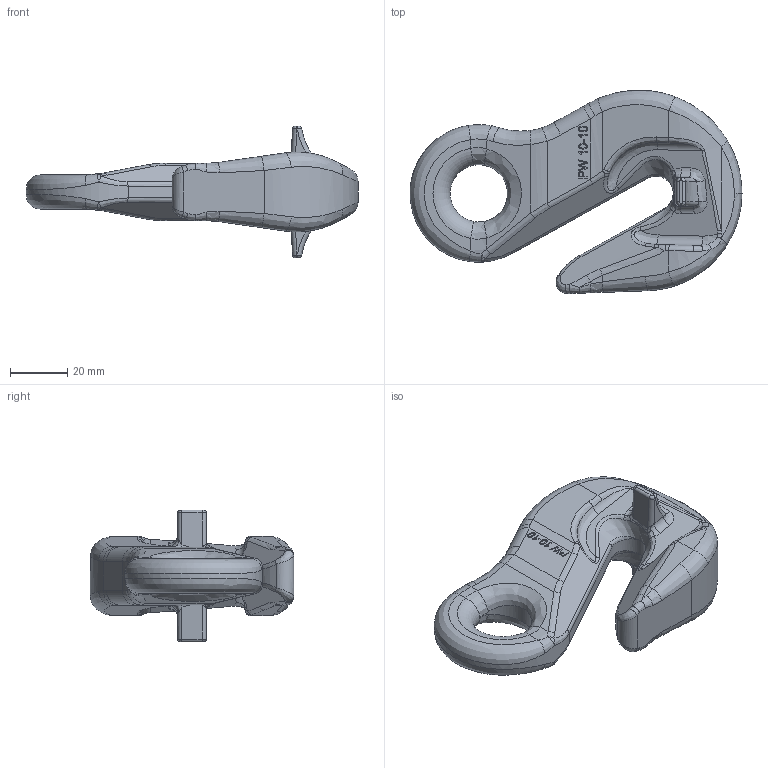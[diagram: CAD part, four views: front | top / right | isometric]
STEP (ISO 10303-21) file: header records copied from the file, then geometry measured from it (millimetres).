
FILE_DESCRIPTION(/* description */ (''),/* implementation_level */ '2;1');
FILE_NAME(/* name */ 'pewag_PW_10.stp',/* time_stamp */ '2022-06-28T16:20:35+02:00',/* author */ (''),/* organization */ (''),/* preprocessor_version */ 'ST-DEVELOPER v16',/* originating_system */ 'SIEMENS PLM Software NX 11.0',/* authorisation */ '');
FILE_SCHEMA (('AUTOMOTIVE_DESIGN { 1 0 10303 214 3 1 1 1 }'));
Length unit declared in the file: millimetre
Products named in the file (1): KSE44B0A9CF4jwm
Bounding box: 115.88 x 70.98 x 46 mm (x, y, z)
Volume: 90141.1 mm3; surface area: 17391.2 mm2
Topology: 1 solids, 1 shells, 372 faces, 892 edges, 542 vertices
Faces by surface type: bspline 158, plane 102, extrusion 57, cylinder 50, torus 5
Entity records: 17700 total; most frequent: CARTESIAN_POINT 10620, ORIENTED_EDGE 1782, EDGE_CURVE 891, DIRECTION 876, B_SPLINE_CURVE_WITH_KNOTS 556, VERTEX_POINT 542, EDGE_LOOP 395, ADVANCED_FACE 372
